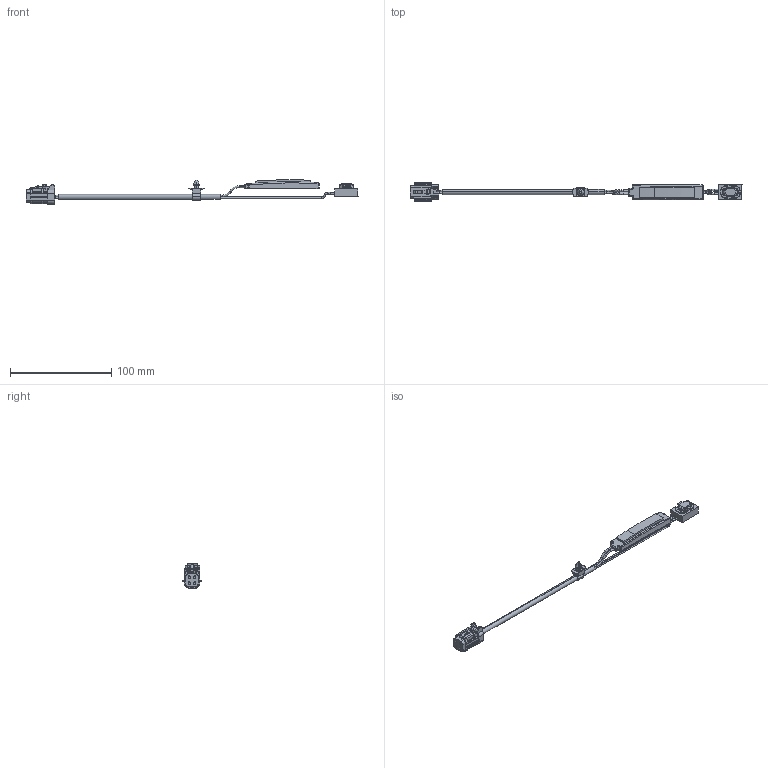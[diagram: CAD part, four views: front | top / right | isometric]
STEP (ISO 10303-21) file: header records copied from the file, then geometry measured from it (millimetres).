
FILE_DESCRIPTION (( 'STEP AP203' ), '1' );
FILE_NAME ('3D KGEA-DHS.STEP', '2021-10-18T10:05:00', ( '' ), ( '' ), 'SwSTEP 2.0', 'SolidWorks 2020', '' );
FILE_SCHEMA (( 'CONFIG_CONTROL_DESIGN' ));
Length unit declared in the file: millimetre
Products named in the file (20): cable_2.STEP; clip.STEP; cable2 caja.STEP; FOAM.STEP; CONNECTOR_CLIP.STEP; cable1 caja.STEP; ASSEMBLY_ALL_PARTS.STEP; ensamblaje.STEP; CABLE.STEP; cable 1 conecctor.STEP; RUBER-BOTTON.STEP; cable 2 conecctor.STEP; cable 3 conecctor.STEP; cable 4 conecctor.STEP; cable_1.STEP; tubo termoretractil recto.STEP; pieza_final.STEP; 3D KGEA-DHS; CONNECTOR4.STEP; Bloque.STEP
Assembly tree (20 placements, depth 3):
  3D KGEA-DHS
    ASSEMBLY_ALL_PARTS.STEP
      RUBER-BOTTON.STEP
      CABLE.STEP  x2
      Bloque.STEP
    ensamblaje.STEP
      pieza_final.STEP
    cable_1.STEP
    cable_2.STEP
    tubo termoretractil recto.STEP
    cable1 caja.STEP
    cable2 caja.STEP
    clip.STEP
    cable 1 conecctor.STEP
    cable 2 conecctor.STEP
    cable 3 conecctor.STEP
    cable 4 conecctor.STEP
    CONNECTOR4.STEP
    FOAM.STEP
    CONNECTOR_CLIP.STEP
Bounding box: 328.16 x 17.81 x 24.16 mm (x, y, z)
Volume: 17532.3 mm3; surface area: 17376.9 mm2
Topology: 18 solids, 20 shells, 700 faces, 1835 edges, 1151 vertices
Faces by surface type: plane 280, cylinder 236, bspline 150, torus 32, cone 2
Entity records: 31180 total; most frequent: CARTESIAN_POINT 13633, ORIENTED_EDGE 3592, DIRECTION 2645, EDGE_CURVE 1805, VERTEX_POINT 1144, AXIS2_PLACEMENT_3D 987, EDGE_LOOP 710, FACE_OUTER_BOUND 696
